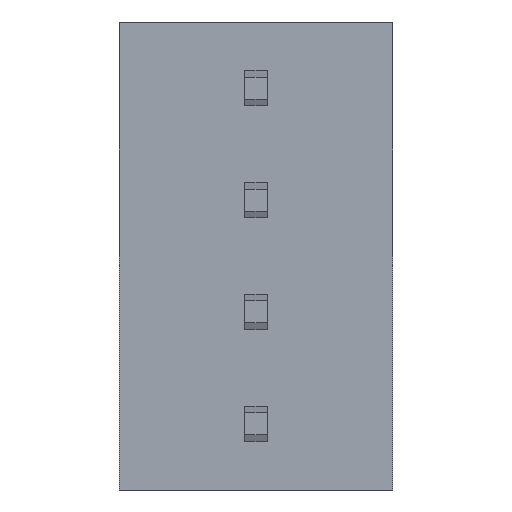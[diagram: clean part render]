
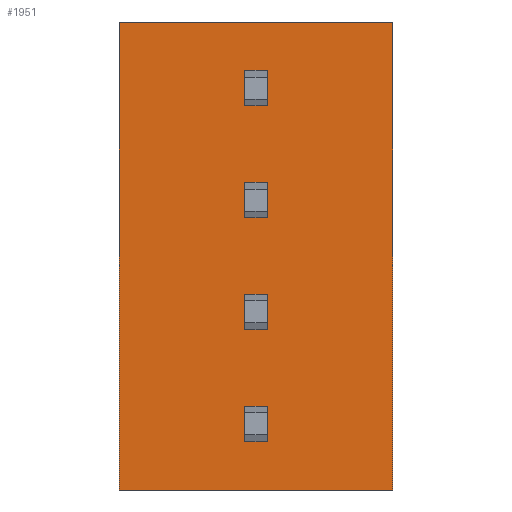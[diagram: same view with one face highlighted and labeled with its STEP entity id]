
A CAD part, front view. The second image highlights one B-rep face of the part: STEP entity #1951.
In plain terms, the highlighted planar face has unit normal (0, -1, 0).
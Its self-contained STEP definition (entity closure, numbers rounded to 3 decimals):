
#54=DIRECTION('',(0.,0.,1.));
#55=VECTOR('',#54,10.62);
#56=CARTESIAN_POINT('',(3.1,0.,-1.5));
#57=LINE('',#56,#55);
#276=DIRECTION('',(1.,0.,0.));
#277=VECTOR('',#276,0.5);
#278=CARTESIAN_POINT('',(-0.25,0.,-0.4));
#279=LINE('',#278,#277);
#280=DIRECTION('',(0.,0.,1.));
#281=VECTOR('',#280,0.8);
#282=CARTESIAN_POINT('',(0.25,0.,-0.4));
#283=LINE('',#282,#281);
#284=DIRECTION('',(-1.,0.,0.));
#285=VECTOR('',#284,0.5);
#286=CARTESIAN_POINT('',(0.25,0.,0.4));
#287=LINE('',#286,#285);
#288=DIRECTION('',(0.,0.,-1.));
#289=VECTOR('',#288,0.8);
#290=CARTESIAN_POINT('',(-0.25,0.,0.4));
#291=LINE('',#290,#289);
#292=DIRECTION('',(1.,0.,0.));
#293=VECTOR('',#292,6.2);
#294=CARTESIAN_POINT('',(-3.1,0.,9.12));
#295=LINE('',#294,#293);
#296=DIRECTION('',(-1.,0.,0.));
#297=VECTOR('',#296,6.2);
#298=CARTESIAN_POINT('',(3.1,0.,-1.5));
#299=LINE('',#298,#297);
#300=DIRECTION('',(0.,0.,1.));
#301=VECTOR('',#300,10.62);
#302=CARTESIAN_POINT('',(-3.1,0.,-1.5));
#303=LINE('',#302,#301);
#304=DIRECTION('',(0.,0.,1.));
#305=VECTOR('',#304,0.8);
#306=CARTESIAN_POINT('',(0.25,0.,2.14));
#307=LINE('',#306,#305);
#308=DIRECTION('',(-1.,0.,0.));
#309=VECTOR('',#308,0.5);
#310=CARTESIAN_POINT('',(0.25,0.,2.94));
#311=LINE('',#310,#309);
#312=DIRECTION('',(0.,0.,-1.));
#313=VECTOR('',#312,0.8);
#314=CARTESIAN_POINT('',(-0.25,0.,2.94));
#315=LINE('',#314,#313);
#316=DIRECTION('',(-1.,0.,0.));
#317=VECTOR('',#316,0.5);
#318=CARTESIAN_POINT('',(0.25,0.,2.14));
#319=LINE('',#318,#317);
#320=DIRECTION('',(0.,0.,1.));
#321=VECTOR('',#320,0.8);
#322=CARTESIAN_POINT('',(0.25,0.,4.68));
#323=LINE('',#322,#321);
#324=DIRECTION('',(-1.,0.,0.));
#325=VECTOR('',#324,0.5);
#326=CARTESIAN_POINT('',(0.25,0.,5.48));
#327=LINE('',#326,#325);
#328=DIRECTION('',(0.,0.,-1.));
#329=VECTOR('',#328,0.8);
#330=CARTESIAN_POINT('',(-0.25,0.,5.48));
#331=LINE('',#330,#329);
#332=DIRECTION('',(-1.,0.,0.));
#333=VECTOR('',#332,0.5);
#334=CARTESIAN_POINT('',(0.25,0.,4.68));
#335=LINE('',#334,#333);
#336=DIRECTION('',(0.,0.,1.));
#337=VECTOR('',#336,0.8);
#338=CARTESIAN_POINT('',(0.25,0.,7.22));
#339=LINE('',#338,#337);
#340=DIRECTION('',(-1.,0.,0.));
#341=VECTOR('',#340,0.5);
#342=CARTESIAN_POINT('',(0.25,0.,8.02));
#343=LINE('',#342,#341);
#344=DIRECTION('',(0.,0.,-1.));
#345=VECTOR('',#344,0.8);
#346=CARTESIAN_POINT('',(-0.25,0.,8.02));
#347=LINE('',#346,#345);
#348=DIRECTION('',(-1.,0.,0.));
#349=VECTOR('',#348,0.5);
#350=CARTESIAN_POINT('',(0.25,0.,7.22));
#351=LINE('',#350,#349);
#1195=CARTESIAN_POINT('',(3.1,0.,9.12));
#1197=VERTEX_POINT('',#1195);
#1214=CARTESIAN_POINT('',(-3.1,0.,9.12));
#1215=VERTEX_POINT('',#1214);
#1217=CARTESIAN_POINT('',(3.1,0.,-1.5));
#1219=VERTEX_POINT('',#1217);
#1236=CARTESIAN_POINT('',(-3.1,0.,-1.5));
#1237=VERTEX_POINT('',#1236);
#1254=CARTESIAN_POINT('',(-0.25,0.,0.4));
#1255=CARTESIAN_POINT('',(-0.25,0.,-0.4));
#1256=VERTEX_POINT('',#1254);
#1257=VERTEX_POINT('',#1255);
#1258=CARTESIAN_POINT('',(0.25,0.,-0.4));
#1259=CARTESIAN_POINT('',(0.25,0.,0.4));
#1260=VERTEX_POINT('',#1258);
#1261=VERTEX_POINT('',#1259);
#1334=CARTESIAN_POINT('',(0.25,0.,2.94));
#1335=VERTEX_POINT('',#1334);
#1336=CARTESIAN_POINT('',(0.25,0.,2.14));
#1337=VERTEX_POINT('',#1336);
#1338=CARTESIAN_POINT('',(-0.25,0.,2.94));
#1339=VERTEX_POINT('',#1338);
#1340=CARTESIAN_POINT('',(-0.25,0.,2.14));
#1341=VERTEX_POINT('',#1340);
#1414=CARTESIAN_POINT('',(0.25,0.,5.48));
#1415=VERTEX_POINT('',#1414);
#1416=CARTESIAN_POINT('',(0.25,0.,4.68));
#1417=VERTEX_POINT('',#1416);
#1418=CARTESIAN_POINT('',(-0.25,0.,5.48));
#1419=VERTEX_POINT('',#1418);
#1420=CARTESIAN_POINT('',(-0.25,0.,4.68));
#1421=VERTEX_POINT('',#1420);
#1494=CARTESIAN_POINT('',(0.25,0.,8.02));
#1495=VERTEX_POINT('',#1494);
#1496=CARTESIAN_POINT('',(0.25,0.,7.22));
#1497=VERTEX_POINT('',#1496);
#1498=CARTESIAN_POINT('',(-0.25,0.,8.02));
#1499=VERTEX_POINT('',#1498);
#1500=CARTESIAN_POINT('',(-0.25,0.,7.22));
#1501=VERTEX_POINT('',#1500);
#1899=CARTESIAN_POINT('',(-3.1,0.,9.12));
#1900=DIRECTION('',(0.,-1.,0.));
#1901=DIRECTION('',(1.,0.,0.));
#1902=AXIS2_PLACEMENT_3D('',#1899,#1900,#1901);
#1903=PLANE('',#1902);
#1904=ORIENTED_EDGE('',*,*,#1565,.T.);
#1905=ORIENTED_EDGE('',*,*,#1598,.F.);
#1907=ORIENTED_EDGE('',*,*,#1906,.T.);
#1908=ORIENTED_EDGE('',*,*,#1851,.T.);
#1909=EDGE_LOOP('',(#1904,#1905,#1907,#1908));
#1910=FACE_OUTER_BOUND('',#1909,.F.);
#1912=ORIENTED_EDGE('',*,*,#1911,.T.);
#1914=ORIENTED_EDGE('',*,*,#1913,.T.);
#1916=ORIENTED_EDGE('',*,*,#1915,.T.);
#1918=ORIENTED_EDGE('',*,*,#1917,.T.);
#1919=EDGE_LOOP('',(#1912,#1914,#1916,#1918));
#1920=FACE_BOUND('',#1919,.F.);
#1922=ORIENTED_EDGE('',*,*,#1921,.T.);
#1924=ORIENTED_EDGE('',*,*,#1923,.T.);
#1926=ORIENTED_EDGE('',*,*,#1925,.T.);
#1928=ORIENTED_EDGE('',*,*,#1927,.F.);
#1929=EDGE_LOOP('',(#1922,#1924,#1926,#1928));
#1930=FACE_BOUND('',#1929,.F.);
#1932=ORIENTED_EDGE('',*,*,#1931,.T.);
#1934=ORIENTED_EDGE('',*,*,#1933,.T.);
#1936=ORIENTED_EDGE('',*,*,#1935,.T.);
#1938=ORIENTED_EDGE('',*,*,#1937,.F.);
#1939=EDGE_LOOP('',(#1932,#1934,#1936,#1938));
#1940=FACE_BOUND('',#1939,.F.);
#1942=ORIENTED_EDGE('',*,*,#1941,.T.);
#1944=ORIENTED_EDGE('',*,*,#1943,.T.);
#1946=ORIENTED_EDGE('',*,*,#1945,.T.);
#1948=ORIENTED_EDGE('',*,*,#1947,.F.);
#1949=EDGE_LOOP('',(#1942,#1944,#1946,#1948));
#1950=FACE_BOUND('',#1949,.F.);
#1565=EDGE_CURVE('',#1215,#1197,#295,.T.);
#1598=EDGE_CURVE('',#1219,#1197,#57,.T.);
#1851=EDGE_CURVE('',#1237,#1215,#303,.T.);
#1906=EDGE_CURVE('',#1219,#1237,#299,.T.);
#1911=EDGE_CURVE('',#1257,#1260,#279,.T.);
#1913=EDGE_CURVE('',#1260,#1261,#283,.T.);
#1915=EDGE_CURVE('',#1261,#1256,#287,.T.);
#1917=EDGE_CURVE('',#1256,#1257,#291,.T.);
#1921=EDGE_CURVE('',#1337,#1335,#307,.T.);
#1923=EDGE_CURVE('',#1335,#1339,#311,.T.);
#1925=EDGE_CURVE('',#1339,#1341,#315,.T.);
#1927=EDGE_CURVE('',#1337,#1341,#319,.T.);
#1931=EDGE_CURVE('',#1417,#1415,#323,.T.);
#1933=EDGE_CURVE('',#1415,#1419,#327,.T.);
#1935=EDGE_CURVE('',#1419,#1421,#331,.T.);
#1937=EDGE_CURVE('',#1417,#1421,#335,.T.);
#1941=EDGE_CURVE('',#1497,#1495,#339,.T.);
#1943=EDGE_CURVE('',#1495,#1499,#343,.T.);
#1945=EDGE_CURVE('',#1499,#1501,#347,.T.);
#1947=EDGE_CURVE('',#1497,#1501,#351,.T.);
#1951=ADVANCED_FACE('',(#1910,#1920,#1930,#1940,#1950),#1903,.T.);
